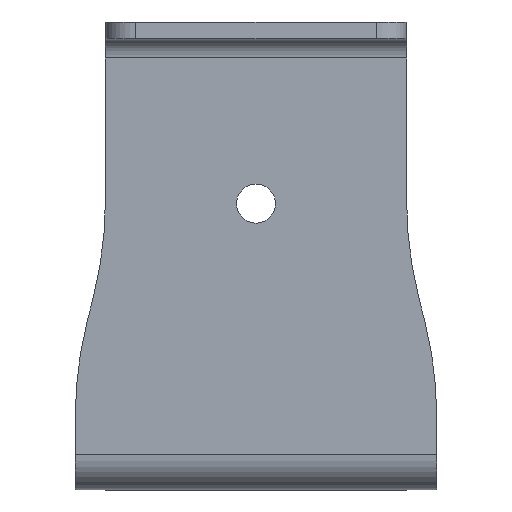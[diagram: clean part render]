
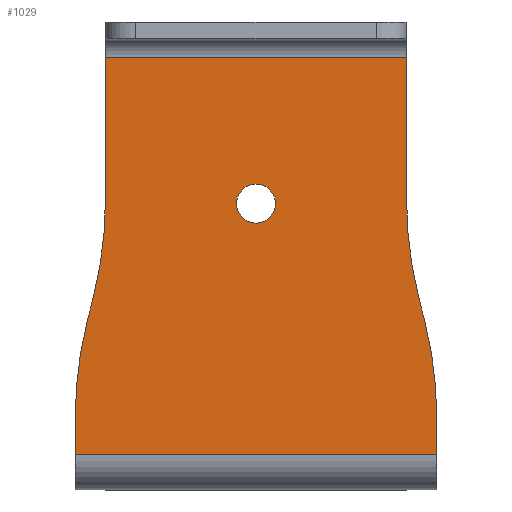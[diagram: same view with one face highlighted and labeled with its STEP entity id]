
A CAD part, top view. The second image highlights one B-rep face of the part: STEP entity #1029.
In plain terms, the highlighted planar face has unit normal (0, 0, 1).
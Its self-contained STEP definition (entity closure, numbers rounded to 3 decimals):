
#19 = DIRECTION ( 'NONE',  ( 0., 0., 1. ) ) ;
#32 = CIRCLE ( 'NONE', #1962, 3.25 ) ;
#49 = LINE ( 'NONE', #774, #265 ) ;
#92 = DIRECTION ( 'NONE',  ( 0., 1., 0. ) ) ;
#102 = AXIS2_PLACEMENT_3D ( 'NONE', #1507, #380, #2231 ) ;
#123 = CARTESIAN_POINT ( 'NONE',  ( 33.063, 8.266, 0. ) ) ;
#143 = CIRCLE ( 'NONE', #495, 3.25 ) ;
#150 = LINE ( 'NONE', #1973, #2204 ) ;
#153 = VERTEX_POINT ( 'NONE', #472 ) ;
#159 = CIRCLE ( 'NONE', #246, 65. ) ;
#194 = DIRECTION ( 'NONE',  ( -1., 0., 0. ) ) ;
#221 = CIRCLE ( 'NONE', #458, 65. ) ;
#222 = CARTESIAN_POINT ( 'NONE',  ( 3.25, 48.018, 0. ) ) ;
#244 = VERTEX_POINT ( 'NONE', #1581 ) ;
#246 = AXIS2_PLACEMENT_3D ( 'NONE', #1883, #1500, #384 ) ;
#248 = DIRECTION ( 'NONE',  ( -1., 0., 0. ) ) ;
#265 = VECTOR ( 'NONE', #1520, 1000. ) ;
#291 = VECTOR ( 'NONE', #92, 1000. ) ;
#320 = VECTOR ( 'NONE', #1820, 1000. ) ;
#324 = VECTOR ( 'NONE', #1931, 1000. ) ;
#329 = CARTESIAN_POINT ( 'NONE',  ( -30., 6.35, 0. ) ) ;
#365 = CARTESIAN_POINT ( 'NONE',  ( 25., 72.186, 0. ) ) ;
#380 = DIRECTION ( 'NONE',  ( 0., 0., -1. ) ) ;
#384 = DIRECTION ( 'NONE',  ( -1., 0., 0. ) ) ;
#386 = CARTESIAN_POINT ( 'NONE',  ( -3.25, 48.018, 0. ) ) ;
#435 = VERTEX_POINT ( 'NONE', #365 ) ;
#458 = AXIS2_PLACEMENT_3D ( 'NONE', #1258, #1270, #194 ) ;
#472 = CARTESIAN_POINT ( 'NONE',  ( 30., 12.516, 0. ) ) ;
#478 = EDGE_CURVE ( 'NONE', #1240, #1844, #32, .T. ) ;
#495 = AXIS2_PLACEMENT_3D ( 'NONE', #1562, #932, #591 ) ;
#499 = DIRECTION ( 'NONE',  ( 0., -1., 0. ) ) ;
#511 = CIRCLE ( 'NONE', #1718, 65. ) ;
#526 = ORIENTED_EDGE ( 'NONE', *, *, #880, .T. ) ;
#535 = ORIENTED_EDGE ( 'NONE', *, *, #973, .T. ) ;
#552 = DIRECTION ( 'NONE',  ( -1., 0., 0. ) ) ;
#554 = CARTESIAN_POINT ( 'NONE',  ( -25., 72.186, 0. ) ) ;
#570 = VERTEX_POINT ( 'NONE', #963 ) ;
#578 = EDGE_CURVE ( 'NONE', #1285, #435, #49, .T. ) ;
#591 = DIRECTION ( 'NONE',  ( -1., 0., 0. ) ) ;
#596 = VERTEX_POINT ( 'NONE', #2246 ) ;
#653 = ORIENTED_EDGE ( 'NONE', *, *, #578, .F. ) ;
#654 = ORIENTED_EDGE ( 'NONE', *, *, #848, .T. ) ;
#675 = LINE ( 'NONE', #1729, #324 ) ;
#696 = EDGE_CURVE ( 'NONE', #1844, #1240, #143, .T. ) ;
#725 = CARTESIAN_POINT ( 'NONE',  ( 28.059, 28.281, 0. ) ) ;
#732 = CARTESIAN_POINT ( 'NONE',  ( -33.063, 8.266, 0. ) ) ;
#744 = CARTESIAN_POINT ( 'NONE',  ( 0., 48.018, 0. ) ) ;
#772 = VECTOR ( 'NONE', #847, 1000. ) ;
#774 = CARTESIAN_POINT ( 'NONE',  ( -30., 72.186, 0. ) ) ;
#811 = ORIENTED_EDGE ( 'NONE', *, *, #850, .T. ) ;
#847 = DIRECTION ( 'NONE',  ( -0.243, 0.97, 0. ) ) ;
#848 = EDGE_CURVE ( 'NONE', #153, #1343, #221, .T. ) ;
#850 = EDGE_CURVE ( 'NONE', #570, #435, #919, .T. ) ;
#852 = VERTEX_POINT ( 'NONE', #1570 ) ;
#880 = EDGE_CURVE ( 'NONE', #852, #1524, #2291, .T. ) ;
#892 = DIRECTION ( 'NONE',  ( -1., 0., 0. ) ) ;
#899 = EDGE_LOOP ( 'NONE', ( #1131, #654, #1906, #535, #811, #653, #1936, #1023, #2039, #2093, #526, #1146 ) ) ;
#919 = LINE ( 'NONE', #1382, #1608 ) ;
#932 = DIRECTION ( 'NONE',  ( 0., 0., -1. ) ) ;
#954 = DIRECTION ( 'NONE',  ( 0., 0., -1. ) ) ;
#963 = CARTESIAN_POINT ( 'NONE',  ( 25., 48.52, 0. ) ) ;
#973 = EDGE_CURVE ( 'NONE', #596, #570, #159, .T. ) ;
#1023 = ORIENTED_EDGE ( 'NONE', *, *, #1471, .T. ) ;
#1029 = ADVANCED_FACE ( 'NONE', ( #2004, #1108 ), #1153, .F. ) ;
#1108 = FACE_OUTER_BOUND ( 'NONE', #899, .T. ) ;
#1131 = ORIENTED_EDGE ( 'NONE', *, *, #1368, .T. ) ;
#1146 = ORIENTED_EDGE ( 'NONE', *, *, #2026, .F. ) ;
#1153 = PLANE ( 'NONE',  #1630 ) ;
#1154 = EDGE_CURVE ( 'NONE', #1343, #596, #1741, .T. ) ;
#1159 = LINE ( 'NONE', #732, #320 ) ;
#1163 = ORIENTED_EDGE ( 'NONE', *, *, #478, .T. ) ;
#1178 = CARTESIAN_POINT ( 'NONE',  ( -28.059, 28.281, 0. ) ) ;
#1207 = EDGE_CURVE ( 'NONE', #1285, #1584, #150, .T. ) ;
#1217 = DIRECTION ( 'NONE',  ( 0., 1., 0. ) ) ;
#1240 = VERTEX_POINT ( 'NONE', #386 ) ;
#1258 = CARTESIAN_POINT ( 'NONE',  ( -35., 12.516, 0. ) ) ;
#1270 = DIRECTION ( 'NONE',  ( 0., 0., 1. ) ) ;
#1285 = VERTEX_POINT ( 'NONE', #554 ) ;
#1329 = EDGE_CURVE ( 'NONE', #2244, #852, #511, .T. ) ;
#1343 = VERTEX_POINT ( 'NONE', #725 ) ;
#1364 = CARTESIAN_POINT ( 'NONE',  ( 30., 6.35, 0. ) ) ;
#1368 = EDGE_CURVE ( 'NONE', #2048, #153, #2002, .T. ) ;
#1382 = CARTESIAN_POINT ( 'NONE',  ( 25., 0., 0. ) ) ;
#1390 = CARTESIAN_POINT ( 'NONE',  ( -30., 0., 0. ) ) ;
#1433 = DIRECTION ( 'NONE',  ( 0., 0., -1. ) ) ;
#1471 = EDGE_CURVE ( 'NONE', #1584, #244, #2208, .T. ) ;
#1474 = EDGE_CURVE ( 'NONE', #244, #2244, #1159, .T. ) ;
#1500 = DIRECTION ( 'NONE',  ( 0., 0., -1. ) ) ;
#1507 = CARTESIAN_POINT ( 'NONE',  ( -90., 48.52, 0. ) ) ;
#1520 = DIRECTION ( 'NONE',  ( 1., 0., 0. ) ) ;
#1524 = VERTEX_POINT ( 'NONE', #329 ) ;
#1546 = CARTESIAN_POINT ( 'NONE',  ( -25., 48.52, 0. ) ) ;
#1561 = EDGE_LOOP ( 'NONE', ( #1163, #2081 ) ) ;
#1562 = CARTESIAN_POINT ( 'NONE',  ( 0., 48.018, 0. ) ) ;
#1570 = CARTESIAN_POINT ( 'NONE',  ( -30., 12.516, 0. ) ) ;
#1581 = CARTESIAN_POINT ( 'NONE',  ( -26.941, 32.755, 0. ) ) ;
#1584 = VERTEX_POINT ( 'NONE', #1546 ) ;
#1608 = VECTOR ( 'NONE', #1217, 1000. ) ;
#1630 = AXIS2_PLACEMENT_3D ( 'NONE', #1825, #954, #248 ) ;
#1718 = AXIS2_PLACEMENT_3D ( 'NONE', #1813, #19, #552 ) ;
#1729 = CARTESIAN_POINT ( 'NONE',  ( -30., 6.35, 0. ) ) ;
#1741 = LINE ( 'NONE', #123, #772 ) ;
#1760 = DIRECTION ( 'NONE',  ( 0., -1., 0. ) ) ;
#1813 = CARTESIAN_POINT ( 'NONE',  ( 35., 12.516, 0. ) ) ;
#1820 = DIRECTION ( 'NONE',  ( -0.243, -0.97, 0. ) ) ;
#1825 = CARTESIAN_POINT ( 'NONE',  ( 0., 0., 0. ) ) ;
#1844 = VERTEX_POINT ( 'NONE', #222 ) ;
#1874 = CARTESIAN_POINT ( 'NONE',  ( 30., 0., 0. ) ) ;
#1883 = CARTESIAN_POINT ( 'NONE',  ( 90., 48.52, 0. ) ) ;
#1906 = ORIENTED_EDGE ( 'NONE', *, *, #1154, .T. ) ;
#1931 = DIRECTION ( 'NONE',  ( -1., 0., 0. ) ) ;
#1936 = ORIENTED_EDGE ( 'NONE', *, *, #1207, .T. ) ;
#1959 = VECTOR ( 'NONE', #499, 1000. ) ;
#1962 = AXIS2_PLACEMENT_3D ( 'NONE', #744, #1433, #892 ) ;
#1973 = CARTESIAN_POINT ( 'NONE',  ( -25., 0., 0. ) ) ;
#2002 = LINE ( 'NONE', #1874, #291 ) ;
#2004 = FACE_BOUND ( 'NONE', #1561, .T. ) ;
#2026 = EDGE_CURVE ( 'NONE', #2048, #1524, #675, .T. ) ;
#2039 = ORIENTED_EDGE ( 'NONE', *, *, #1474, .T. ) ;
#2048 = VERTEX_POINT ( 'NONE', #1364 ) ;
#2081 = ORIENTED_EDGE ( 'NONE', *, *, #696, .T. ) ;
#2093 = ORIENTED_EDGE ( 'NONE', *, *, #1329, .T. ) ;
#2204 = VECTOR ( 'NONE', #1760, 1000. ) ;
#2208 = CIRCLE ( 'NONE', #102, 65. ) ;
#2231 = DIRECTION ( 'NONE',  ( -1., 0., 0. ) ) ;
#2244 = VERTEX_POINT ( 'NONE', #1178 ) ;
#2246 = CARTESIAN_POINT ( 'NONE',  ( 26.941, 32.755, 0. ) ) ;
#2291 = LINE ( 'NONE', #1390, #1959 ) ;
